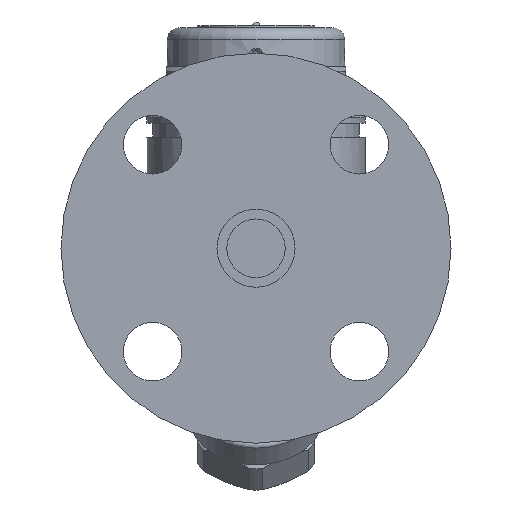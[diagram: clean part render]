
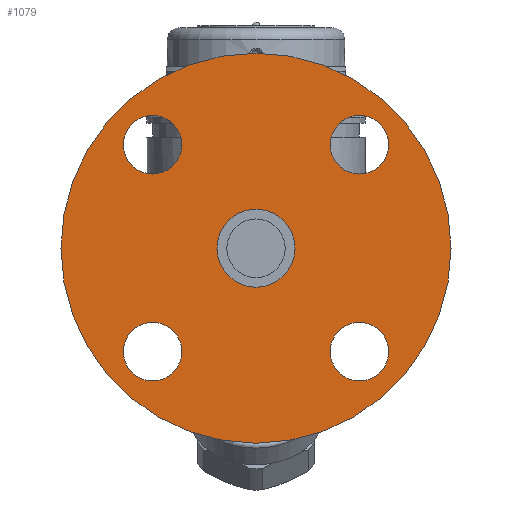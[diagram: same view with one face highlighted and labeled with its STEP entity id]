
A CAD part, left-side view. The second image highlights one B-rep face of the part: STEP entity #1079.
In plain terms, the highlighted planar face has unit normal (-1, 0, 0).
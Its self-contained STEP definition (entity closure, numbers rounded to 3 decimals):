
#641=CARTESIAN_POINT('',(-82.5,-34.017,-26.517));
#642=VERTEX_POINT('',#641);
#643=CARTESIAN_POINT('',(-82.5,-26.517,-26.517));
#644=DIRECTION('',(1.0,0.0,0.0));
#645=DIRECTION('',(0.0,-1.0,0.0));
#646=AXIS2_PLACEMENT_3D('',#643,#644,#645);
#647=CIRCLE('',#646,7.5);
#648=EDGE_CURVE('',#642,#642,#647,.T.);
#690=CARTESIAN_POINT('',(-82.5,26.517,-34.017));
#691=VERTEX_POINT('',#690);
#692=CARTESIAN_POINT('',(-82.5,26.517,-26.517));
#693=DIRECTION('',(1.0,0.0,0.0));
#694=DIRECTION('',(0.0,0.0,-1.0));
#695=AXIS2_PLACEMENT_3D('',#692,#693,#694);
#696=CIRCLE('',#695,7.5);
#697=EDGE_CURVE('',#691,#691,#696,.T.);
#739=CARTESIAN_POINT('',(-82.5,34.017,26.517));
#740=VERTEX_POINT('',#739);
#741=CARTESIAN_POINT('',(-82.5,26.517,26.517));
#742=DIRECTION('',(1.0,0.0,0.0));
#743=DIRECTION('',(0.0,1.0,0.0));
#744=AXIS2_PLACEMENT_3D('',#741,#742,#743);
#745=CIRCLE('',#744,7.5);
#746=EDGE_CURVE('',#740,#740,#745,.T.);
#788=CARTESIAN_POINT('',(-82.5,-26.517,34.017));
#789=VERTEX_POINT('',#788);
#790=CARTESIAN_POINT('',(-82.5,-26.517,26.517));
#791=DIRECTION('',(1.0,0.0,0.0));
#792=DIRECTION('',(0.0,0.0,1.0));
#793=AXIS2_PLACEMENT_3D('',#790,#791,#792);
#794=CIRCLE('',#793,7.5);
#795=EDGE_CURVE('',#789,#789,#794,.T.);
#973=CARTESIAN_POINT('',(-82.5,0.0,50.));
#974=VERTEX_POINT('',#973);
#975=CARTESIAN_POINT('',(-82.5,0.0,0.));
#976=DIRECTION('',(-1.0,0.0,0.0));
#977=DIRECTION('',(0.0,0.0,1.0));
#978=AXIS2_PLACEMENT_3D('',#975,#976,#977);
#979=CIRCLE('',#978,50.0);
#980=EDGE_CURVE('',#974,#974,#979,.T.);
#1048=CARTESIAN_POINT('',(-82.5,0.0,30.));
#1049=DIRECTION('',(-1.0,0.0,0.0));
#1050=DIRECTION('',(0.0,0.0,1.0));
#1051=AXIS2_PLACEMENT_3D('',#1048,#1049,#1050);
#1052=PLANE('',#1051);
#1053=ORIENTED_EDGE('',*,*,#980,.T.);
#1054=EDGE_LOOP('',(#1053));
#1055=FACE_OUTER_BOUND('',#1054,.T.);
#1056=ORIENTED_EDGE('',*,*,#648,.T.);
#1057=EDGE_LOOP('',(#1056));
#1058=FACE_BOUND('',#1057,.T.);
#1059=ORIENTED_EDGE('',*,*,#697,.T.);
#1060=EDGE_LOOP('',(#1059));
#1061=FACE_BOUND('',#1060,.T.);
#1062=ORIENTED_EDGE('',*,*,#746,.T.);
#1063=EDGE_LOOP('',(#1062));
#1064=FACE_BOUND('',#1063,.T.);
#1065=ORIENTED_EDGE('',*,*,#795,.T.);
#1066=EDGE_LOOP('',(#1065));
#1067=FACE_BOUND('',#1066,.T.);
#1068=CARTESIAN_POINT('',(-82.5,0.0,10.));
#1069=VERTEX_POINT('',#1068);
#1070=CARTESIAN_POINT('',(-82.5,0.0,0.));
#1071=DIRECTION('',(-1.0,0.0,0.0));
#1072=DIRECTION('',(0.0,0.0,1.0));
#1073=AXIS2_PLACEMENT_3D('',#1070,#1071,#1072);
#1074=CIRCLE('',#1073,10.);
#1075=EDGE_CURVE('',#1069,#1069,#1074,.T.);
#1076=ORIENTED_EDGE('',*,*,#1075,.F.);
#1077=EDGE_LOOP('',(#1076));
#1078=FACE_BOUND('',#1077,.T.);
#1079=ADVANCED_FACE('',(#1055,#1058,#1061,#1064,#1067,#1078),#1052,.T.);
